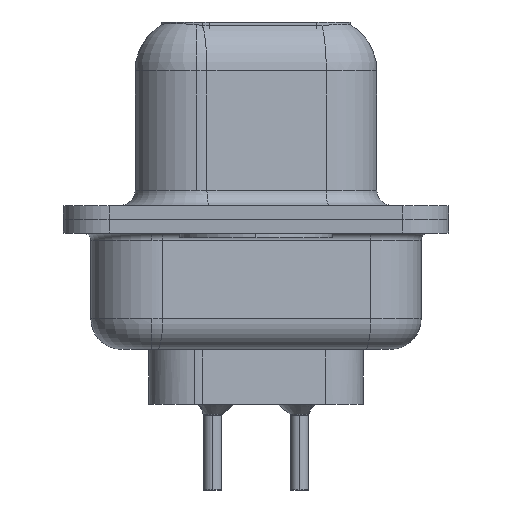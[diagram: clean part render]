
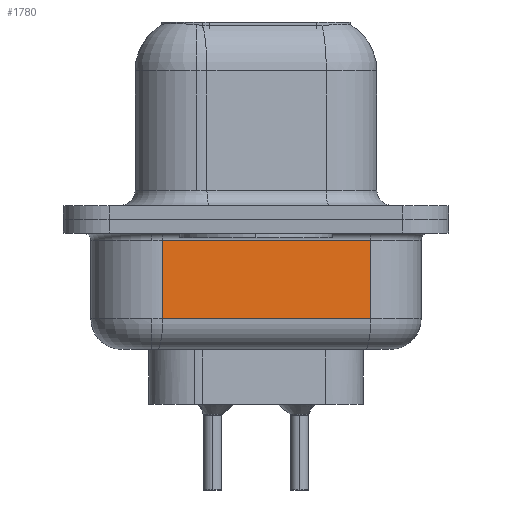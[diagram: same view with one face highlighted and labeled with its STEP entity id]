
A CAD part, left-side view. The second image highlights one B-rep face of the part: STEP entity #1780.
In plain terms, the highlighted planar face has unit normal (-0.985, -0.174, 0).
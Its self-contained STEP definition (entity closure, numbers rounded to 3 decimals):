
#375 = LINE ( 'NONE', #8888, #16749 ) ;
#703 = CARTESIAN_POINT ( 'NONE',  ( 4.074, -3.747, -4.25 ) ) ;
#1323 = VERTEX_POINT ( 'NONE', #12601 ) ;
#1780 = ADVANCED_FACE ( 'NONE', ( #6173 ), #6304, .F. ) ;
#3584 = ORIENTED_EDGE ( 'NONE', *, *, #15166, .F. ) ;
#4701 = ORIENTED_EDGE ( 'NONE', *, *, #15114, .T. ) ;
#4971 = VECTOR ( 'NONE', #6537, 1000. ) ;
#5006 = LINE ( 'NONE', #703, #13231 ) ;
#5430 = EDGE_CURVE ( 'NONE', #1323, #14738, #17510, .T. ) ;
#5622 = DIRECTION ( 'NONE',  ( 0.174, -0.985, 0. ) ) ;
#5920 = EDGE_LOOP ( 'NONE', ( #3584, #15681, #4701, #14391 ) ) ;
#6173 = FACE_OUTER_BOUND ( 'NONE', #5920, .T. ) ;
#6304 = PLANE ( 'NONE',  #8062 ) ;
#6537 = DIRECTION ( 'NONE',  ( -0.174, 0.985, 0. ) ) ;
#8062 = AXIS2_PLACEMENT_3D ( 'NONE', #9764, #9711, #9693 ) ;
#8888 = CARTESIAN_POINT ( 'NONE',  ( 2.875, 3.053, -4.25 ) ) ;
#8936 = EDGE_CURVE ( 'NONE', #9584, #18296, #12706, .T. ) ;
#9584 = VERTEX_POINT ( 'NONE', #10100 ) ;
#9693 = DIRECTION ( 'NONE',  ( -0.174, 0.985, 0. ) ) ;
#9711 = DIRECTION ( 'NONE',  ( 0.985, 0.174, 0. ) ) ;
#9764 = CARTESIAN_POINT ( 'NONE',  ( 2.875, 3.053, -4.25 ) ) ;
#10100 = CARTESIAN_POINT ( 'NONE',  ( 4.074, -3.747, -0.7 ) ) ;
#11915 = CARTESIAN_POINT ( 'NONE',  ( 4.074, -3.747, -3.25 ) ) ;
#12601 = CARTESIAN_POINT ( 'NONE',  ( 2.875, 3.053, -3.25 ) ) ;
#12706 = LINE ( 'NONE', #14178, #4971 ) ;
#13061 = VECTOR ( 'NONE', #5622, 1000. ) ;
#13231 = VECTOR ( 'NONE', #14670, 1000. ) ;
#14178 = CARTESIAN_POINT ( 'NONE',  ( 2.875, 3.053, -0.7 ) ) ;
#14391 = ORIENTED_EDGE ( 'NONE', *, *, #8936, .T. ) ;
#14670 = DIRECTION ( 'NONE',  ( 0., 0., 1. ) ) ;
#14738 = VERTEX_POINT ( 'NONE', #11915 ) ;
#14873 = DIRECTION ( 'NONE',  ( 0., 0., 1. ) ) ;
#15114 = EDGE_CURVE ( 'NONE', #14738, #9584, #5006, .T. ) ;
#15166 = EDGE_CURVE ( 'NONE', #1323, #18296, #375, .T. ) ;
#15537 = CARTESIAN_POINT ( 'NONE',  ( 2.875, 3.053, -3.25 ) ) ;
#15681 = ORIENTED_EDGE ( 'NONE', *, *, #5430, .T. ) ;
#16749 = VECTOR ( 'NONE', #14873, 1000. ) ;
#17510 = LINE ( 'NONE', #15537, #13061 ) ;
#18262 = CARTESIAN_POINT ( 'NONE',  ( 2.875, 3.053, -0.7 ) ) ;
#18296 = VERTEX_POINT ( 'NONE', #18262 ) ;
